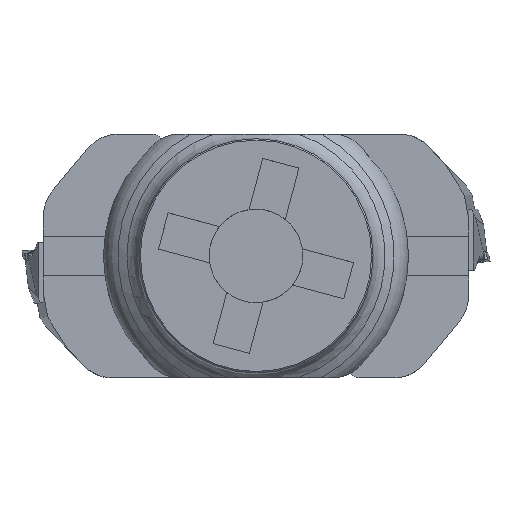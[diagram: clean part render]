
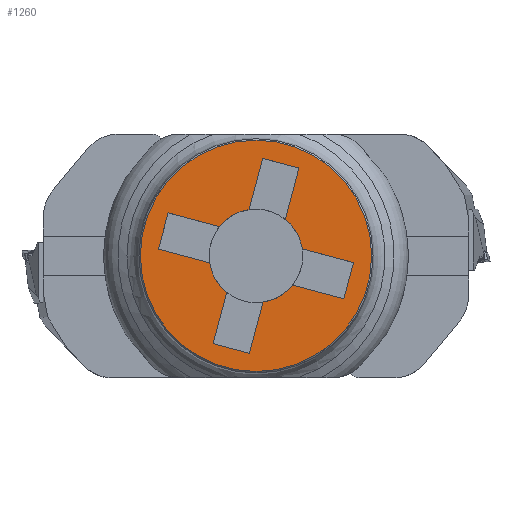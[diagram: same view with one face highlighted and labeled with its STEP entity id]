
A CAD part, top view. The second image highlights one B-rep face of the part: STEP entity #1260.
In plain terms, the highlighted planar face has unit normal (0, 0, 1).
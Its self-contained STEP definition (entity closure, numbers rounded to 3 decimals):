
#502=PLANE('',#3381);
#732=LINE('',#4630,#994);
#735=LINE('',#4636,#997);
#739=LINE('',#4645,#1001);
#744=LINE('',#4657,#1006);
#745=LINE('',#4659,#1007);
#750=LINE('',#4671,#1012);
#755=LINE('',#4694,#1017);
#756=LINE('',#4696,#1018);
#757=LINE('',#4698,#1019);
#758=LINE('',#4700,#1020);
#759=LINE('',#4701,#1021);
#760=LINE('',#4703,#1022);
#994=VECTOR('',#3707,1.);
#997=VECTOR('',#3712,1.);
#1001=VECTOR('',#3718,1.);
#1006=VECTOR('',#3729,1.);
#1007=VECTOR('',#3732,1.);
#1012=VECTOR('',#3743,1.);
#1017=VECTOR('',#3766,1.);
#1018=VECTOR('',#3767,1.);
#1019=VECTOR('',#3768,1.);
#1020=VECTOR('',#3769,1.);
#1021=VECTOR('',#3770,1.);
#1022=VECTOR('',#3771,1.);
#1260=ADVANCED_FACE('',(#1422,#1423),#502,.T.);
#1422=FACE_BOUND('',#1507,.T.);
#1423=FACE_BOUND('',#1508,.T.);
#1507=EDGE_LOOP('',(#1831,#1832,#1833,#1834,#1835,#1836,#1837,#1838,#1839,
#1840,#1841,#1842,#1843,#1844,#1845,#1846));
#1508=EDGE_LOOP('',(#1847));
#1831=ORIENTED_EDGE('',*,*,#2785,.F.);
#1832=ORIENTED_EDGE('',*,*,#2774,.F.);
#1833=ORIENTED_EDGE('',*,*,#2760,.T.);
#1834=ORIENTED_EDGE('',*,*,#2753,.T.);
#1835=ORIENTED_EDGE('',*,*,#2766,.T.);
#1836=ORIENTED_EDGE('',*,*,#2783,.F.);
#1837=ORIENTED_EDGE('',*,*,#2786,.T.);
#1838=ORIENTED_EDGE('',*,*,#2787,.F.);
#1839=ORIENTED_EDGE('',*,*,#2788,.F.);
#1840=ORIENTED_EDGE('',*,*,#2779,.F.);
#1841=ORIENTED_EDGE('',*,*,#2767,.T.);
#1842=ORIENTED_EDGE('',*,*,#2756,.T.);
#1843=ORIENTED_EDGE('',*,*,#2773,.T.);
#1844=ORIENTED_EDGE('',*,*,#2778,.F.);
#1845=ORIENTED_EDGE('',*,*,#2789,.T.);
#1846=ORIENTED_EDGE('',*,*,#2790,.F.);
#1847=ORIENTED_EDGE('',*,*,#2751,.T.);
#2457=VERTEX_POINT('',#4625);
#2459=VERTEX_POINT('',#4629);
#2460=VERTEX_POINT('',#4631);
#2462=VERTEX_POINT('',#4637);
#2463=VERTEX_POINT('',#4638);
#2466=VERTEX_POINT('',#4646);
#2469=VERTEX_POINT('',#4656);
#2470=VERTEX_POINT('',#4660);
#2473=VERTEX_POINT('',#4670);
#2474=VERTEX_POINT('',#4674);
#2477=VERTEX_POINT('',#4680);
#2478=VERTEX_POINT('',#4683);
#2481=VERTEX_POINT('',#4689);
#2483=VERTEX_POINT('',#4695);
#2484=VERTEX_POINT('',#4697);
#2485=VERTEX_POINT('',#4699);
#2486=VERTEX_POINT('',#4702);
#2751=EDGE_CURVE('',#2457,#2457,#3082,.T.);
#2753=EDGE_CURVE('',#2460,#2459,#732,.T.);
#2756=EDGE_CURVE('',#2462,#2463,#735,.T.);
#2760=EDGE_CURVE('',#2466,#2460,#739,.T.);
#2766=EDGE_CURVE('',#2459,#2469,#744,.T.);
#2767=EDGE_CURVE('',#2470,#2462,#745,.T.);
#2773=EDGE_CURVE('',#2463,#2473,#750,.T.);
#2774=EDGE_CURVE('',#2466,#2474,#3085,.T.);
#2778=EDGE_CURVE('',#2477,#2473,#3087,.T.);
#2779=EDGE_CURVE('',#2470,#2478,#3088,.T.);
#2783=EDGE_CURVE('',#2481,#2469,#3090,.T.);
#2785=EDGE_CURVE('',#2474,#2483,#755,.T.);
#2786=EDGE_CURVE('',#2481,#2484,#756,.T.);
#2787=EDGE_CURVE('',#2485,#2484,#757,.T.);
#2788=EDGE_CURVE('',#2478,#2485,#758,.T.);
#2789=EDGE_CURVE('',#2477,#2486,#759,.T.);
#2790=EDGE_CURVE('',#2483,#2486,#760,.T.);
#3082=CIRCLE('',#3361,49.4);
#3085=CIRCLE('',#3373,20.);
#3087=CIRCLE('',#3375,20.);
#3088=CIRCLE('',#3376,20.);
#3090=CIRCLE('',#3378,20.);
#3361=AXIS2_PLACEMENT_3D('',#4624,#3702,#3703);
#3373=AXIS2_PLACEMENT_3D('',#4673,#3746,#3747);
#3375=AXIS2_PLACEMENT_3D('',#4681,#3752,#3753);
#3376=AXIS2_PLACEMENT_3D('',#4682,#3754,#3755);
#3378=AXIS2_PLACEMENT_3D('',#4690,#3760,#3761);
#3381=AXIS2_PLACEMENT_3D('',#4704,#3772,#3773);
#3702=DIRECTION('',(0.,0.,1.));
#3703=DIRECTION('',(1.,0.,0.));
#3707=DIRECTION('',(0.966,-0.259,0.));
#3712=DIRECTION('',(-0.966,0.259,0.));
#3718=DIRECTION('',(0.259,0.966,0.));
#3729=DIRECTION('',(-0.259,-0.966,0.));
#3732=DIRECTION('',(-0.259,-0.966,0.));
#3743=DIRECTION('',(0.259,0.966,0.));
#3746=DIRECTION('',(0.,0.,1.));
#3747=DIRECTION('',(1.,0.,0.));
#3752=DIRECTION('',(0.,0.,1.));
#3753=DIRECTION('',(1.,0.,0.));
#3754=DIRECTION('',(0.,0.,1.));
#3755=DIRECTION('',(1.,0.,0.));
#3760=DIRECTION('',(0.,0.,1.));
#3761=DIRECTION('',(1.,0.,0.));
#3766=DIRECTION('',(-0.966,0.259,0.));
#3767=DIRECTION('',(0.966,-0.259,0.));
#3768=DIRECTION('',(0.259,0.966,0.));
#3769=DIRECTION('',(0.966,-0.259,0.));
#3770=DIRECTION('',(-0.966,0.259,0.));
#3771=DIRECTION('',(-0.259,-0.966,0.));
#3772=DIRECTION('',(0.,0.,1.));
#3773=DIRECTION('',(1.,0.,0.));
#4624=CARTESIAN_POINT('',(0.,0.,0.));
#4625=CARTESIAN_POINT('',(49.4,0.,0.));
#4629=CARTESIAN_POINT('',(18.339,37.532,0.));
#4630=CARTESIAN_POINT('',(16.48,38.031,0.));
#4631=CARTESIAN_POINT('',(2.884,41.674,0.));
#4636=CARTESIAN_POINT('',(-16.48,-38.031,0.));
#4637=CARTESIAN_POINT('',(-2.884,-41.674,0.));
#4638=CARTESIAN_POINT('',(-18.339,-37.532,0.));
#4645=CARTESIAN_POINT('',(2.367,39.742,0.));
#4646=CARTESIAN_POINT('',(-2.983,19.776,0.));
#4656=CARTESIAN_POINT('',(12.472,15.635,0.));
#4657=CARTESIAN_POINT('',(9.151,3.242,0.));
#4659=CARTESIAN_POINT('',(-2.367,-39.742,0.));
#4660=CARTESIAN_POINT('',(2.983,-19.776,0.));
#4670=CARTESIAN_POINT('',(-12.472,-15.635,0.));
#4671=CARTESIAN_POINT('',(-9.151,-3.242,0.));
#4673=CARTESIAN_POINT('',(0.,0.,
0.));
#4674=CARTESIAN_POINT('',(-15.635,12.472,0.));
#4680=CARTESIAN_POINT('',(-19.776,-2.983,0.));
#4681=CARTESIAN_POINT('',(0.,0.,
0.));
#4682=CARTESIAN_POINT('',(0.,0.,
0.));
#4683=CARTESIAN_POINT('',(15.635,-12.472,0.));
#4689=CARTESIAN_POINT('',(19.776,2.983,0.));
#4690=CARTESIAN_POINT('',(0.,0.,
0.));
#4694=CARTESIAN_POINT('',(-44.58,20.227,0.));
#4695=CARTESIAN_POINT('',(-37.532,18.339,0.));
#4696=CARTESIAN_POINT('',(-44.58,20.227,0.));
#4697=CARTESIAN_POINT('',(41.674,-2.884,0.));
#4698=CARTESIAN_POINT('',(36.254,-23.112,0.));
#4699=CARTESIAN_POINT('',(37.532,-18.339,0.));
#4700=CARTESIAN_POINT('',(-48.721,4.773,0.));
#4701=CARTESIAN_POINT('',(-48.721,4.773,0.));
#4702=CARTESIAN_POINT('',(-41.674,2.884,0.));
#4703=CARTESIAN_POINT('',(-42.952,-1.888,0.));
#4704=CARTESIAN_POINT('',(-50.,0.,0.));
